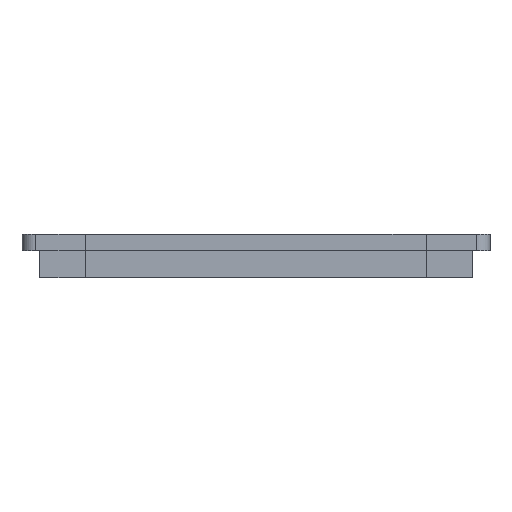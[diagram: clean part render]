
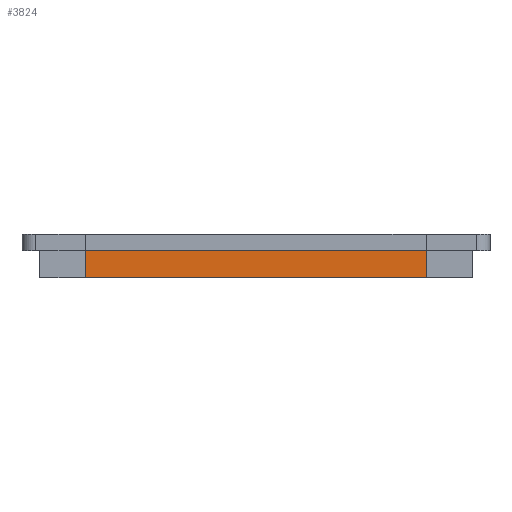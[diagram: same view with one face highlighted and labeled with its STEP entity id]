
A CAD part, front view. The second image highlights one B-rep face of the part: STEP entity #3824.
In plain terms, the highlighted planar face has unit normal (0, -1, 0).
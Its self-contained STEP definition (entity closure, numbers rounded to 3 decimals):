
#537=FACE_OUTER_BOUND('',#751,.T.);
#751=EDGE_LOOP('',(#3476,#3477,#3478,#3479));
#1053=LINE('',#7251,#1409);
#1102=LINE('',#7348,#1458);
#1106=LINE('',#7355,#1462);
#1107=LINE('',#7357,#1463);
#1409=VECTOR('',#4432,10.);
#1458=VECTOR('',#4513,10.);
#1462=VECTOR('',#4521,10.);
#1463=VECTOR('',#4524,10.);
#1807=VERTEX_POINT('',#7248);
#1808=VERTEX_POINT('',#7250);
#1839=VERTEX_POINT('',#7345);
#1840=VERTEX_POINT('',#7347);
#2343=EDGE_CURVE('',#1807,#1808,#1053,.T.);
#2392=EDGE_CURVE('',#1839,#1840,#1102,.T.);
#2396=EDGE_CURVE('',#1808,#1839,#1106,.F.);
#2397=EDGE_CURVE('',#1807,#1840,#1107,.F.);
#3476=ORIENTED_EDGE('',*,*,#2343,.F.);
#3477=ORIENTED_EDGE('',*,*,#2397,.T.);
#3478=ORIENTED_EDGE('',*,*,#2392,.F.);
#3479=ORIENTED_EDGE('',*,*,#2396,.F.);
#3621=PLANE('',#3952);
#3824=ADVANCED_FACE('',(#537),#3621,.F.);
#3952=AXIS2_PLACEMENT_3D('',#7356,#4522,#4523);
#4432=DIRECTION('',(1.,0.,0.));
#4513=DIRECTION('',(-1.,0.,0.));
#4521=DIRECTION('',(0.,0.,1.));
#4522=DIRECTION('center_axis',(0.,1.,0.));
#4523=DIRECTION('ref_axis',(1.,0.,0.));
#4524=DIRECTION('',(0.,0.,1.));
#7248=CARTESIAN_POINT('',(2.5,-2.5,29.));
#7250=CARTESIAN_POINT('',(31.9,-2.5,29.));
#7251=CARTESIAN_POINT('',(9.25,-2.5,29.));
#7345=CARTESIAN_POINT('',(31.9,-2.5,27.));
#7347=CARTESIAN_POINT('',(2.5,-2.5,27.));
#7348=CARTESIAN_POINT('',(9.25,-2.5,27.));
#7355=CARTESIAN_POINT('',(31.9,-2.5,29.));
#7356=CARTESIAN_POINT('Origin',(1.3,-2.5,29.));
#7357=CARTESIAN_POINT('',(2.5,-2.5,29.));
